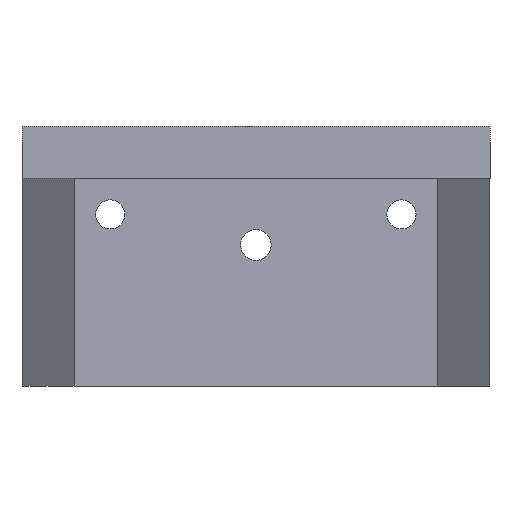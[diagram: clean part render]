
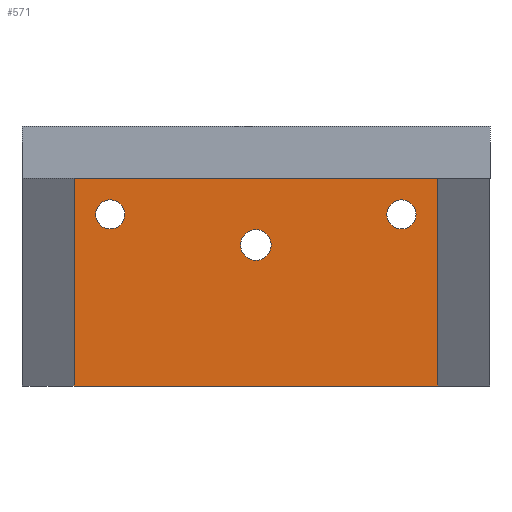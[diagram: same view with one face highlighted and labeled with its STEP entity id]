
A CAD part, front view. The second image highlights one B-rep face of the part: STEP entity #571.
In plain terms, the highlighted planar face has unit normal (0, -1, 0).
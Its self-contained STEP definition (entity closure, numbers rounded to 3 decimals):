
#26=FACE_BOUND('',#110,.T.);
#27=FACE_BOUND('',#111,.T.);
#28=FACE_BOUND('',#112,.T.);
#48=PLANE('',#638);
#69=FACE_OUTER_BOUND('',#109,.T.);
#109=EDGE_LOOP('',(#464,#465,#466,#467));
#110=EDGE_LOOP('',(#468));
#111=EDGE_LOOP('',(#469));
#112=EDGE_LOOP('',(#470));
#142=LINE('',#847,#193);
#155=LINE('',#879,#206);
#170=LINE('',#933,#221);
#171=LINE('',#934,#222);
#193=VECTOR('',#681,10.);
#206=VECTOR('',#710,10.);
#221=VECTOR('',#765,10.);
#222=VECTOR('',#766,10.);
#242=CIRCLE('',#616,1.4);
#252=CIRCLE('',#633,1.4);
#254=CIRCLE('',#636,1.475);
#271=VERTEX_POINT('',#844);
#272=VERTEX_POINT('',#846);
#279=VERTEX_POINT('',#866);
#283=VERTEX_POINT('',#877);
#299=VERTEX_POINT('',#920);
#301=VERTEX_POINT('',#926);
#302=VERTEX_POINT('',#932);
#322=EDGE_CURVE('',#272,#271,#142,.T.);
#333=EDGE_CURVE('',#279,#279,#242,.T.);
#338=EDGE_CURVE('',#271,#283,#155,.T.);
#360=EDGE_CURVE('',#299,#299,#252,.T.);
#363=EDGE_CURVE('',#301,#301,#254,.T.);
#365=EDGE_CURVE('',#302,#283,#170,.T.);
#366=EDGE_CURVE('',#272,#302,#171,.T.);
#464=ORIENTED_EDGE('',*,*,#365,.F.);
#465=ORIENTED_EDGE('',*,*,#366,.F.);
#466=ORIENTED_EDGE('',*,*,#322,.T.);
#467=ORIENTED_EDGE('',*,*,#338,.T.);
#468=ORIENTED_EDGE('',*,*,#333,.T.);
#469=ORIENTED_EDGE('',*,*,#363,.F.);
#470=ORIENTED_EDGE('',*,*,#360,.F.);
#571=ADVANCED_FACE('',(#69,#26,#27,#28),#48,.F.);
#616=AXIS2_PLACEMENT_3D('',#868,#700,#701);
#633=AXIS2_PLACEMENT_3D('',#922,#751,#752);
#636=AXIS2_PLACEMENT_3D('',#928,#758,#759);
#638=AXIS2_PLACEMENT_3D('',#931,#763,#764);
#681=DIRECTION('',(1.,0.,0.));
#700=DIRECTION('center_axis',(0.,1.,0.));
#701=DIRECTION('ref_axis',(1.,0.,0.));
#710=DIRECTION('',(0.,0.,1.));
#751=DIRECTION('center_axis',(0.,-1.,0.));
#752=DIRECTION('ref_axis',(-1.,0.,0.));
#758=DIRECTION('center_axis',(0.,-1.,0.));
#759=DIRECTION('ref_axis',(-1.,0.,0.));
#763=DIRECTION('center_axis',(0.,1.,0.));
#764=DIRECTION('ref_axis',(0.,0.,1.));
#765=DIRECTION('',(1.,0.,0.));
#766=DIRECTION('',(0.,0.,1.));
#844=CARTESIAN_POINT('',(17.485,108.251,-20.));
#846=CARTESIAN_POINT('',(-17.485,108.251,-20.));
#847=CARTESIAN_POINT('',(0.,108.251,-20.));
#866=CARTESIAN_POINT('',(12.6,108.251,-3.5));
#868=CARTESIAN_POINT('Origin',(14.,108.251,-3.5));
#877=CARTESIAN_POINT('',(17.485,108.251,5.));
#879=CARTESIAN_POINT('',(17.485,108.251,5.));
#920=CARTESIAN_POINT('',(-12.6,108.251,-3.5));
#922=CARTESIAN_POINT('Origin',(-14.,108.251,-3.5));
#926=CARTESIAN_POINT('',(1.475,108.251,-6.44));
#928=CARTESIAN_POINT('Origin',(0.,108.251,-6.44));
#931=CARTESIAN_POINT('Origin',(-11.242,108.251,-7.5));
#932=CARTESIAN_POINT('',(-17.485,108.251,5.));
#933=CARTESIAN_POINT('',(-22.485,108.251,5.));
#934=CARTESIAN_POINT('',(-17.485,108.251,5.));
